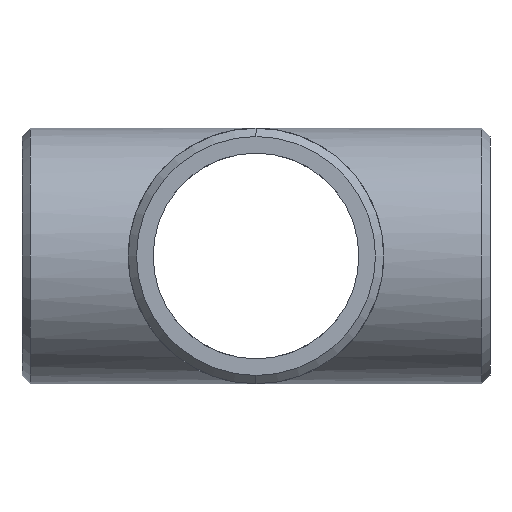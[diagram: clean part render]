
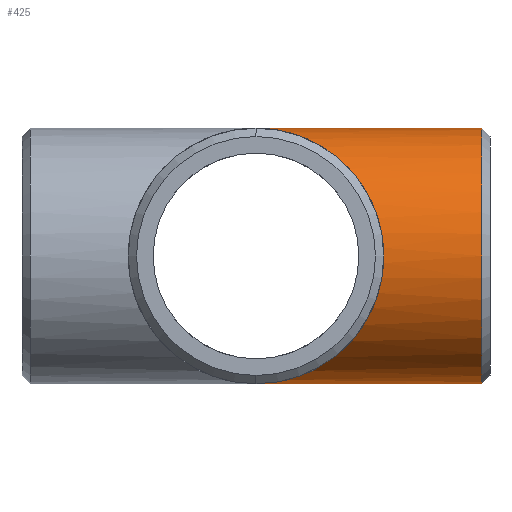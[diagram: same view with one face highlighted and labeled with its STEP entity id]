
A CAD part, left-side view. The second image highlights one B-rep face of the part: STEP entity #425.
In plain terms, the highlighted cylindrical face has radius 57.15 mm (diameter 114.3 mm), a partial arc.
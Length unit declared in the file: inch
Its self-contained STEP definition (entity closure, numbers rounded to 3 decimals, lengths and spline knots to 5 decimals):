
#9 = CARTESIAN_POINT ( 'NONE',  ( 0., -4.12, -2.25 ) ) ;
#17 = CARTESIAN_POINT ( 'NONE',  ( 0., -3.974, 2.25 ) ) ;
#20 = DIRECTION ( 'NONE',  ( 0., 1., 0. ) ) ;
#21 = EDGE_CURVE ( 'NONE', #783, #263, #264, .T. ) ;
#28 = CARTESIAN_POINT ( 'NONE',  ( 0., 0., 2.25 ) ) ;
#52 = VERTEX_POINT ( 'NONE', #730 ) ;
#67 = CYLINDRICAL_SURFACE ( 'NONE', #799, 2.25 ) ;
#70 = DIRECTION ( 'NONE',  ( 0., 1., 0. ) ) ;
#82 = CARTESIAN_POINT ( 'NONE',  ( 0., 0., -2.25 ) ) ;
#105 = EDGE_LOOP ( 'NONE', ( #161, #532, #571, #389 ) ) ;
#108 =( BOUNDED_CURVE ( )  B_SPLINE_CURVE ( 3, ( #82, #317, #149, #28 ),
 .UNSPECIFIED., .F., .T. ) 
 B_SPLINE_CURVE_WITH_KNOTS ( ( 4, 4 ),
 ( 4.71239, 7.85398 ),
 .UNSPECIFIED. ) 
 CURVE ( )  GEOMETRIC_REPRESENTATION_ITEM ( )  RATIONAL_B_SPLINE_CURVE ( ( 1., 0.333, 0.333, 1. ) ) 
 REPRESENTATION_ITEM ( '' )  );
#116 = DIRECTION ( 'NONE',  ( 0., 0., -1. ) ) ;
#129 = VECTOR ( 'NONE', #635, 39.37008 ) ;
#149 = CARTESIAN_POINT ( 'NONE',  ( -4.5, -4.5, 2.25 ) ) ;
#161 = ORIENTED_EDGE ( 'NONE', *, *, #21, .T. ) ;
#166 = EDGE_CURVE ( 'NONE', #783, #52, #377, .T. ) ;
#175 = DIRECTION ( 'NONE',  ( 0., 1., 0. ) ) ;
#233 = EDGE_CURVE ( 'NONE', #263, #469, #273, .T. ) ;
#263 = VERTEX_POINT ( 'NONE', #17 ) ;
#264 = CIRCLE ( 'NONE', #758, 2.25 ) ;
#273 = LINE ( 'NONE', #694, #699 ) ;
#317 = CARTESIAN_POINT ( 'NONE',  ( -4.5, -4.5, -2.25 ) ) ;
#377 = LINE ( 'NONE', #9, #129 ) ;
#389 = ORIENTED_EDGE ( 'NONE', *, *, #166, .F. ) ;
#415 = CARTESIAN_POINT ( 'NONE',  ( 0., -4.12, 0. ) ) ;
#425 = ADVANCED_FACE ( 'NONE', ( #429 ), #67, .T. ) ;
#429 = FACE_OUTER_BOUND ( 'NONE', #105, .T. ) ;
#469 = VERTEX_POINT ( 'NONE', #763 ) ;
#483 = DIRECTION ( 'NONE',  ( 0., 0., -1. ) ) ;
#532 = ORIENTED_EDGE ( 'NONE', *, *, #233, .T. ) ;
#571 = ORIENTED_EDGE ( 'NONE', *, *, #588, .F. ) ;
#588 = EDGE_CURVE ( 'NONE', #52, #469, #108, .T. ) ;
#608 = CARTESIAN_POINT ( 'NONE',  ( 0., -3.974, 0. ) ) ;
#635 = DIRECTION ( 'NONE',  ( 0., 1., 0. ) ) ;
#694 = CARTESIAN_POINT ( 'NONE',  ( 0., -4.12, 2.25 ) ) ;
#699 = VECTOR ( 'NONE', #20, 39.37008 ) ;
#730 = CARTESIAN_POINT ( 'NONE',  ( 0., 0., -2.25 ) ) ;
#737 = CARTESIAN_POINT ( 'NONE',  ( 0., -3.974, -2.25 ) ) ;
#758 = AXIS2_PLACEMENT_3D ( 'NONE', #608, #175, #483 ) ;
#763 = CARTESIAN_POINT ( 'NONE',  ( 0., 0., 2.25 ) ) ;
#783 = VERTEX_POINT ( 'NONE', #737 ) ;
#799 = AXIS2_PLACEMENT_3D ( 'NONE', #415, #70, #116 ) ;
